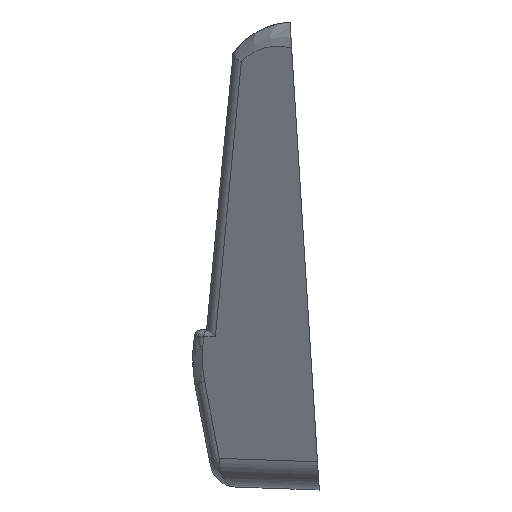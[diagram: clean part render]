
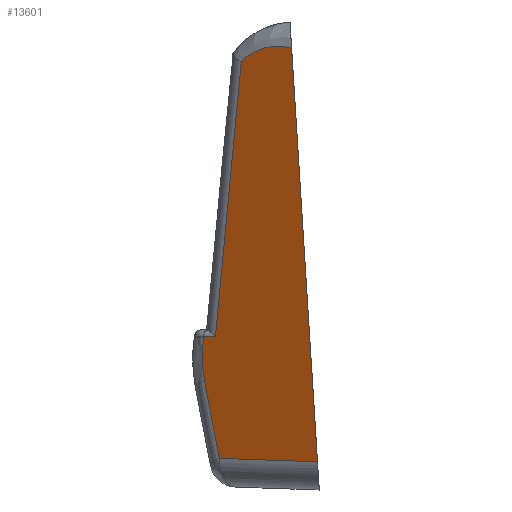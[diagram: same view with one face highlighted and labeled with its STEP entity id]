
A CAD part, left-side view. The second image highlights one B-rep face of the part: STEP entity #13601.
In plain terms, the highlighted planar face has unit normal (-0.76, 0.643, 0.093).
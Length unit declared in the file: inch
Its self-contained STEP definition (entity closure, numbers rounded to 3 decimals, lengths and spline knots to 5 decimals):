
#52 = ORIENTED_EDGE ( 'NONE', *, *, #406, .T. ) ;
#53 = ORIENTED_EDGE ( 'NONE', *, *, #14163, .T. ) ;
#54 = ORIENTED_EDGE ( 'NONE', *, *, #14158, .T. ) ;
#55 = ORIENTED_EDGE ( 'NONE', *, *, #515, .F. ) ;
#56 = ORIENTED_EDGE ( 'NONE', *, *, #14159, .T. ) ;
#57 = ORIENTED_EDGE ( 'NONE', *, *, #14160, .T. ) ;
#58 = ORIENTED_EDGE ( 'NONE', *, *, #398, .T. ) ;
#59 = ORIENTED_EDGE ( 'NONE', *, *, #411, .F. ) ;
#398 = EDGE_CURVE ( 'NONE', #5055, #5074, #933, .T. ) ;
#406 = EDGE_CURVE ( 'NONE', #4874, #5058, #5913, .T. ) ;
#411 = EDGE_CURVE ( 'NONE', #4874, #5074, #956, .T. ) ;
#515 = EDGE_CURVE ( 'NONE', #5209, #5210, #5931, .T. ) ;
#933 = LINE ( 'NONE', #13411, #946 ) ;
#946 = VECTOR ( 'NONE', #13410, 39.37008 ) ;
#956 = LINE ( 'NONE', #13316, #957 ) ;
#957 = VECTOR ( 'NONE', #13315, 39.37008 ) ;
#2916 = B_SPLINE_CURVE_WITH_KNOTS ( 'NONE', 3,
 ( #12734, #12750, #12751, #12752, #12753, #12754 ),
 .UNSPECIFIED., .F., .F.,
 ( 4, 2, 4 ),
 ( 0., 0.5, 1. ),
 .UNSPECIFIED. ) ;
#4766 = AXIS2_PLACEMENT_3D ( 'NONE', #11130, #11131, #11132 ) ;
#4874 = VERTEX_POINT ( 'NONE', #9735 ) ;
#5055 = VERTEX_POINT ( 'NONE', #9915 ) ;
#5056 = VERTEX_POINT ( 'NONE', #9916 ) ;
#5057 = VERTEX_POINT ( 'NONE', #9917 ) ;
#5058 = VERTEX_POINT ( 'NONE', #9918 ) ;
#5074 = VERTEX_POINT ( 'NONE', #9934 ) ;
#5209 = VERTEX_POINT ( 'NONE', #10068 ) ;
#5210 = VERTEX_POINT ( 'NONE', #10069 ) ;
#5655 = EDGE_LOOP ( 'NONE', ( #52, #53, #54, #55, #56, #57, #58, #59 ) ) ;
#5913 = B_SPLINE_CURVE_WITH_KNOTS ( 'NONE', 3,
 ( #13372, #13368, #13367, #13366, #13365, #13364, #13363, #13362, #13361, #13360, #13359, #13358, #13357 ),
 .UNSPECIFIED., .F., .F.,
 ( 4, 1, 2, 2, 2, 2, 4 ),
 ( 0., 0.125, 0.1875, 0.25, 0.5, 0.75, 1. ),
 .UNSPECIFIED. ) ;
#5931 = B_SPLINE_CURVE_WITH_KNOTS ( 'NONE', 3,
 ( #6994, #6975, #6974, #6973 ),
 .UNSPECIFIED., .F., .F.,
 ( 4, 4 ),
 ( 0., 1. ),
 .UNSPECIFIED. ) ;
#6973 = CARTESIAN_POINT ( 'NONE',  ( -3.19061, 0.60005, -1.62185 ) ) ;
#6974 = CARTESIAN_POINT ( 'NONE',  ( -3.19059, 0.60046, -1.62444 ) ) ;
#6975 = CARTESIAN_POINT ( 'NONE',  ( -3.19057, 0.60085, -1.62703 ) ) ;
#6994 = CARTESIAN_POINT ( 'NONE',  ( -3.19057, 0.60123, -1.62962 ) ) ;
#9358 = FACE_OUTER_BOUND ( 'NONE', #5655, .T. ) ;
#9569 = LINE ( 'NONE', #12747, #9570 ) ;
#9570 = VECTOR ( 'NONE', #12748, 39.37008 ) ;
#9572 = VECTOR ( 'NONE', #12756, 39.37008 ) ;
#9574 = LINE ( 'NONE', #12755, #9572 ) ;
#9575 = VECTOR ( 'NONE', #12765, 39.37008 ) ;
#9576 = LINE ( 'NONE', #12764, #9575 ) ;
#9735 = CARTESIAN_POINT ( 'NONE',  ( -3.39444, 0.13971, -0.11234 ) ) ;
#9915 = CARTESIAN_POINT ( 'NONE',  ( -3.33834, 0.51798, -2.25994 ) ) ;
#9916 = CARTESIAN_POINT ( 'NONE',  ( -3.22243, 0.5961, -1.85373 ) ) ;
#9917 = CARTESIAN_POINT ( 'NONE',  ( -3.24233, 0.53864, -1.62024 ) ) ;
#9918 = CARTESIAN_POINT ( 'NONE',  ( -3.18075, 0.40286, -0.18378 ) ) ;
#9934 = CARTESIAN_POINT ( 'NONE',  ( -3.77488, 0.00422, -2.27788 ) ) ;
#10068 = CARTESIAN_POINT ( 'NONE',  ( -3.19057, 0.60123, -1.62962 ) ) ;
#10069 = CARTESIAN_POINT ( 'NONE',  ( -3.19061, 0.60005, -1.62185 ) ) ;
#11128 = PLANE ( 'NONE',  #4766 ) ;
#11130 = CARTESIAN_POINT ( 'NONE',  ( -3.23268, 0.64747, -2.29094 ) ) ;
#11131 = DIRECTION ( 'NONE',  ( -0.76, 0.643, 0.093 ) ) ;
#11132 = DIRECTION ( 'NONE',  ( -0.646, -0.764, 0. ) ) ;
#12734 = CARTESIAN_POINT ( 'NONE',  ( -3.19057, 0.60123, -1.62962 ) ) ;
#12747 = CARTESIAN_POINT ( 'NONE',  ( -3.24233, 0.53864, -1.62024 ) ) ;
#12748 = DIRECTION ( 'NONE',  ( 0.644, 0.765, -0.02 ) ) ;
#12750 = CARTESIAN_POINT ( 'NONE',  ( -3.19058, 0.60663, -1.66686 ) ) ;
#12751 = CARTESIAN_POINT ( 'NONE',  ( -3.19325, 0.60891, -1.7043 ) ) ;
#12752 = CARTESIAN_POINT ( 'NONE',  ( -3.20393, 0.60719, -1.77948 ) ) ;
#12753 = CARTESIAN_POINT ( 'NONE',  ( -3.21188, 0.6032, -1.81676 ) ) ;
#12754 = CARTESIAN_POINT ( 'NONE',  ( -3.22243, 0.5961, -1.85373 ) ) ;
#12755 = CARTESIAN_POINT ( 'NONE',  ( -3.22243, 0.5961, -1.85373 ) ) ;
#12756 = DIRECTION ( 'NONE',  ( -0.27, -0.182, -0.946 ) ) ;
#12764 = CARTESIAN_POINT ( 'NONE',  ( -3.18075, 0.40286, -0.18378 ) ) ;
#12765 = DIRECTION ( 'NONE',  ( -0.043, 0.094, -0.995 ) ) ;
#13315 = DIRECTION ( 'NONE',  ( -0.173, -0.062, -0.983 ) ) ;
#13316 = CARTESIAN_POINT ( 'NONE',  ( -3.39444, 0.13971, -0.11234 ) ) ;
#13357 = CARTESIAN_POINT ( 'NONE',  ( -3.18075, 0.40286, -0.18378 ) ) ;
#13358 = CARTESIAN_POINT ( 'NONE',  ( -3.19248, 0.38644, -0.1663 ) ) ;
#13359 = CARTESIAN_POINT ( 'NONE',  ( -3.20645, 0.36772, -0.15119 ) ) ;
#13360 = CARTESIAN_POINT ( 'NONE',  ( -3.23812, 0.32667, -0.12653 ) ) ;
#13361 = CARTESIAN_POINT ( 'NONE',  ( -3.25571, 0.3045, -0.11707 ) ) ;
#13362 = CARTESIAN_POINT ( 'NONE',  ( -3.29322, 0.2583, -0.10453 ) ) ;
#13363 = CARTESIAN_POINT ( 'NONE',  ( -3.31308, 0.23437, -0.10147 ) ) ;
#13364 = CARTESIAN_POINT ( 'NONE',  ( -3.3384, 0.20447, -0.1018 ) ) ;
#13365 = CARTESIAN_POINT ( 'NONE',  ( -3.34353, 0.19844, -0.10207 ) ) ;
#13366 = CARTESIAN_POINT ( 'NONE',  ( -3.35371, 0.18653, -0.10302 ) ) ;
#13367 = CARTESIAN_POINT ( 'NONE',  ( -3.36899, 0.16876, -0.10506 ) ) ;
#13368 = CARTESIAN_POINT ( 'NONE',  ( -3.38426, 0.15125, -0.10894 ) ) ;
#13372 = CARTESIAN_POINT ( 'NONE',  ( -3.39444, 0.13971, -0.11234 ) ) ;
#13410 = DIRECTION ( 'NONE',  ( -0.647, -0.762, -0.027 ) ) ;
#13411 = CARTESIAN_POINT ( 'NONE',  ( -3.55885, 0.25846, -2.26901 ) ) ;
#13601 = ADVANCED_FACE ( 'NONE', ( #9358 ), #11128, .T. ) ;
#14158 = EDGE_CURVE ( 'NONE', #5057, #5210, #9569, .T. ) ;
#14159 = EDGE_CURVE ( 'NONE', #5209, #5056, #2916, .T. ) ;
#14160 = EDGE_CURVE ( 'NONE', #5056, #5055, #9574, .T. ) ;
#14163 = EDGE_CURVE ( 'NONE', #5058, #5057, #9576, .T. ) ;
